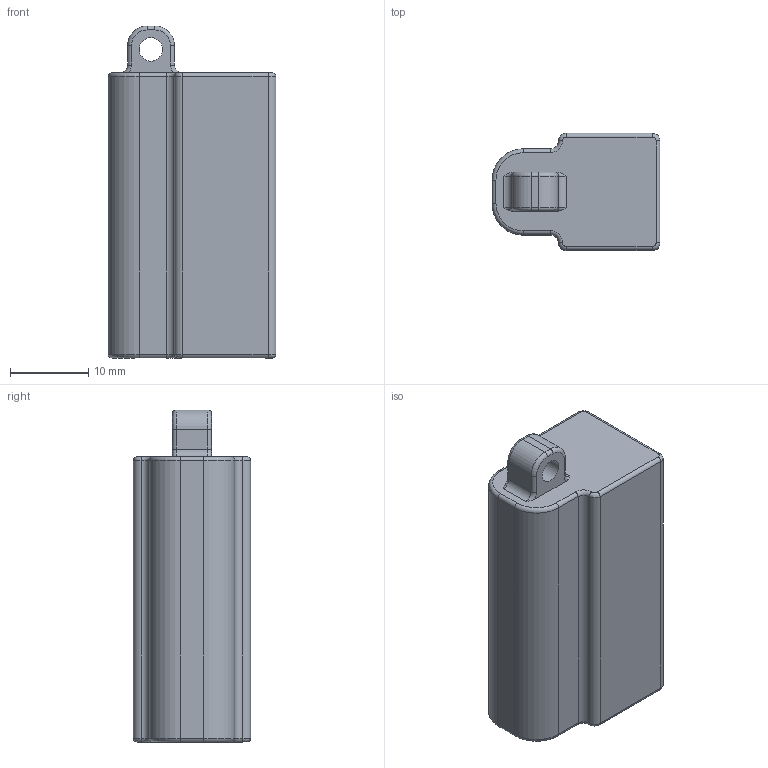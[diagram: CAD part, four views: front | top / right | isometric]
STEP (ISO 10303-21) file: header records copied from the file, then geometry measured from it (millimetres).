
FILE_DESCRIPTION(/* description */ (''),/* implementation_level */ '2;1');
FILE_NAME(/* name */ 'Body_Actuonix_PQ12.stp',/* time_stamp */ '2020-08-20T18:15:07+01:00',/* author */ ('ferrerx'),/* organization */ (''),/* preprocessor_version */ 'ST-DEVELOPER v18',/* originating_system */ 'Autodesk Inventor 2020',/* authorisation */ '');
FILE_SCHEMA (('AUTOMOTIVE_DESIGN { 1 0 10303 214 3 1 1 }'));
Length unit declared in the file: millimetre
Products named in the file (1): Body_Actuonix_PQ12
Bounding box: 21.5 x 15 x 42.5 mm (x, y, z)
Volume: 9860.1 mm3; surface area: 3481.7 mm2
Topology: 1 solids, 1 shells, 70 faces, 161 edges, 95 vertices
Faces by surface type: cylinder 32, torus 16, plane 14, bspline 8
Full cylindrical faces by diameter (mm): 3 x1, 5.8 x1
Entity records: 2087 total; most frequent: CARTESIAN_POINT 411, DIRECTION 378, ORIENTED_EDGE 322, EDGE_CURVE 161, AXIS2_PLACEMENT_3D 158, CIRCLE 95, VERTEX_POINT 95, EDGE_LOOP 74
